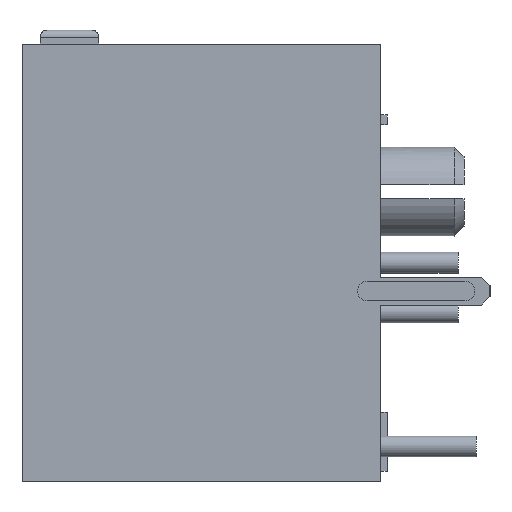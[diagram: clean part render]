
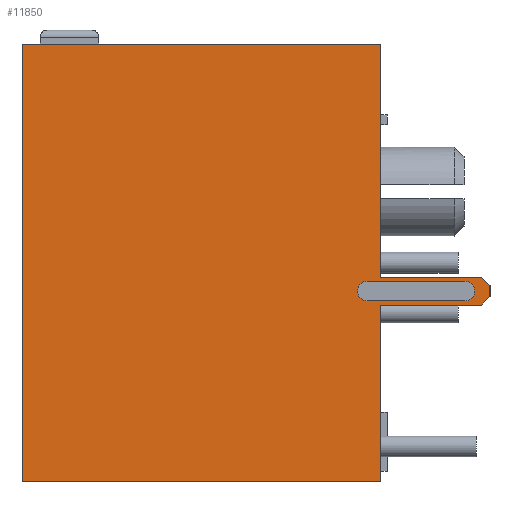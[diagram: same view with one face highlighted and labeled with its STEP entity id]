
A CAD part, left-side view. The second image highlights one B-rep face of the part: STEP entity #11850.
In plain terms, the highlighted planar face has unit normal (-1, 0, 0).
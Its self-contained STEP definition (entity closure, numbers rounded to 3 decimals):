
#47 = VERTEX_POINT ( 'NONE', #9193 ) ;
#69 = VERTEX_POINT ( 'NONE', #13859 ) ;
#86 = ORIENTED_EDGE ( 'NONE', *, *, #11723, .F. ) ;
#340 = CARTESIAN_POINT ( 'NONE',  ( -8.2, 13.1, -15.7 ) ) ;
#348 = EDGE_CURVE ( 'NONE', #8229, #1839, #1550, .T. ) ;
#672 = VECTOR ( 'NONE', #7461, 1000. ) ;
#729 = EDGE_CURVE ( 'NONE', #14189, #10145, #13198, .T. ) ;
#913 = ORIENTED_EDGE ( 'NONE', *, *, #13963, .T. ) ;
#918 = LINE ( 'NONE', #4404, #4691 ) ;
#936 = LINE ( 'NONE', #3218, #9277 ) ;
#949 = LINE ( 'NONE', #6342, #10627 ) ;
#989 = EDGE_CURVE ( 'NONE', #3180, #5319, #11030, .T. ) ;
#1000 = EDGE_CURVE ( 'NONE', #8229, #5325, #2208, .T. ) ;
#1084 = DIRECTION ( 'NONE',  ( 0., 0., -1. ) ) ;
#1124 = CARTESIAN_POINT ( 'NONE',  ( -8.2, -3.68, -9.06 ) ) ;
#1257 = CARTESIAN_POINT ( 'NONE',  ( -8.2, -2.78, -9.21 ) ) ;
#1319 = DIRECTION ( 'NONE',  ( 0., 1., 0. ) ) ;
#1550 = LINE ( 'NONE', #1698, #13117 ) ;
#1612 = VECTOR ( 'NONE', #3334, 1000. ) ;
#1670 = CARTESIAN_POINT ( 'NONE',  ( -8.2, 13.1, -15.7 ) ) ;
#1698 = CARTESIAN_POINT ( 'NONE',  ( -8.2, 1.19, -3.79 ) ) ;
#1812 = LINE ( 'NONE', #6304, #13765 ) ;
#1839 = VERTEX_POINT ( 'NONE', #13778 ) ;
#1843 = CARTESIAN_POINT ( 'NONE',  ( -8.2, 0.72, -8.51 ) ) ;
#1956 = DIRECTION ( 'NONE',  ( 0., 1., 0. ) ) ;
#2208 = LINE ( 'NONE', #11970, #5069 ) ;
#2344 = CARTESIAN_POINT ( 'NONE',  ( -8.2, 0.25, 0. ) ) ;
#2565 = FACE_BOUND ( 'NONE', #5499, .T. ) ;
#2607 = VECTOR ( 'NONE', #4097, 1000. ) ;
#2635 = PLANE ( 'NONE',  #10315 ) ;
#2976 = CARTESIAN_POINT ( 'NONE',  ( -8.2, 0.25, -8.36 ) ) ;
#3001 = EDGE_CURVE ( 'NONE', #5297, #5325, #949, .T. ) ;
#3024 = DIRECTION ( 'NONE',  ( 0., -0.707, 0.707 ) ) ;
#3146 = CARTESIAN_POINT ( 'NONE',  ( -8.2, 13.1, -15.7 ) ) ;
#3180 = VERTEX_POINT ( 'NONE', #340 ) ;
#3218 = CARTESIAN_POINT ( 'NONE',  ( -8.2, 0.25, 0. ) ) ;
#3334 = DIRECTION ( 'NONE',  ( 0., -1., 0. ) ) ;
#3463 = LINE ( 'NONE', #4654, #8705 ) ;
#3613 = CARTESIAN_POINT ( 'NONE',  ( -8.2, -3.38, -9.36 ) ) ;
#3730 = ORIENTED_EDGE ( 'NONE', *, *, #6223, .F. ) ;
#3946 = ORIENTED_EDGE ( 'NONE', *, *, #3001, .T. ) ;
#4097 = DIRECTION ( 'NONE',  ( 0., -1., 0. ) ) ;
#4161 = LINE ( 'NONE', #3146, #11854 ) ;
#4239 = VERTEX_POINT ( 'NONE', #1843 ) ;
#4404 = CARTESIAN_POINT ( 'NONE',  ( -8.2, 0.72, -8.51 ) ) ;
#4598 = ORIENTED_EDGE ( 'NONE', *, *, #348, .T. ) ;
#4612 = ORIENTED_EDGE ( 'NONE', *, *, #7215, .F. ) ;
#4654 = CARTESIAN_POINT ( 'NONE',  ( -8.2, -3.68, -9.36 ) ) ;
#4669 = CARTESIAN_POINT ( 'NONE',  ( -8.2, -2.78, -8.86 ) ) ;
#4691 = VECTOR ( 'NONE', #13352, 1000. ) ;
#4802 = AXIS2_PLACEMENT_3D ( 'NONE', #4971, #12539, #6063 ) ;
#4869 = DIRECTION ( 'NONE',  ( 0., 0.707, 0.707 ) ) ;
#4971 = CARTESIAN_POINT ( 'NONE',  ( -8.2, 0.72, -8.86 ) ) ;
#5069 = VECTOR ( 'NONE', #1084, 1000. ) ;
#5159 = EDGE_CURVE ( 'NONE', #4239, #5485, #7364, .T. ) ;
#5278 = CIRCLE ( 'NONE', #13348, 0.35 ) ;
#5297 = VERTEX_POINT ( 'NONE', #3613 ) ;
#5319 = VERTEX_POINT ( 'NONE', #10993 ) ;
#5325 = VERTEX_POINT ( 'NONE', #1124 ) ;
#5485 = VERTEX_POINT ( 'NONE', #6383 ) ;
#5495 = DIRECTION ( 'NONE',  ( 0., 0., 1. ) ) ;
#5499 = EDGE_LOOP ( 'NONE', ( #4612, #86, #6229, #9004, #3730 ) ) ;
#5730 = AXIS2_PLACEMENT_3D ( 'NONE', #13542, #9169, #10416 ) ;
#5811 = ORIENTED_EDGE ( 'NONE', *, *, #729, .F. ) ;
#6063 = DIRECTION ( 'NONE',  ( 0., -1., 0. ) ) ;
#6169 = VERTEX_POINT ( 'NONE', #2976 ) ;
#6223 = EDGE_CURVE ( 'NONE', #8826, #47, #5278, .T. ) ;
#6229 = ORIENTED_EDGE ( 'NONE', *, *, #5159, .F. ) ;
#6304 = CARTESIAN_POINT ( 'NONE',  ( -8.2, -3.68, -8.36 ) ) ;
#6342 = CARTESIAN_POINT ( 'NONE',  ( -8.2, 8.03, -20.77 ) ) ;
#6383 = CARTESIAN_POINT ( 'NONE',  ( -8.2, 1.07, -8.86 ) ) ;
#6951 = CARTESIAN_POINT ( 'NONE',  ( -8.2, 0.25, 0. ) ) ;
#7215 = EDGE_CURVE ( 'NONE', #13816, #8826, #12790, .T. ) ;
#7281 = ORIENTED_EDGE ( 'NONE', *, *, #9993, .F. ) ;
#7309 = ORIENTED_EDGE ( 'NONE', *, *, #989, .T. ) ;
#7364 = CIRCLE ( 'NONE', #4802, 0.35 ) ;
#7461 = DIRECTION ( 'NONE',  ( 0., -1., 0. ) ) ;
#7536 = EDGE_CURVE ( 'NONE', #47, #4239, #918, .T. ) ;
#7594 = DIRECTION ( 'NONE',  ( 0., 0., 1. ) ) ;
#7699 = DIRECTION ( 'NONE',  ( 0., -1., 0. ) ) ;
#8229 = VERTEX_POINT ( 'NONE', #9078 ) ;
#8705 = VECTOR ( 'NONE', #1319, 1000. ) ;
#8826 = VERTEX_POINT ( 'NONE', #1257 ) ;
#8881 = DIRECTION ( 'NONE',  ( -1., 0., 0. ) ) ;
#9004 = ORIENTED_EDGE ( 'NONE', *, *, #7536, .F. ) ;
#9078 = CARTESIAN_POINT ( 'NONE',  ( -8.2, -3.68, -8.66 ) ) ;
#9169 = DIRECTION ( 'NONE',  ( -1., 0., 0. ) ) ;
#9193 = CARTESIAN_POINT ( 'NONE',  ( -8.2, -2.78, -8.51 ) ) ;
#9277 = VECTOR ( 'NONE', #5495, 1000. ) ;
#9993 = EDGE_CURVE ( 'NONE', #3180, #14189, #4161, .T. ) ;
#10027 = CARTESIAN_POINT ( 'NONE',  ( -8.2, 13.1, 0. ) ) ;
#10145 = VERTEX_POINT ( 'NONE', #6951 ) ;
#10167 = EDGE_CURVE ( 'NONE', #1839, #6169, #1812, .T. ) ;
#10315 = AXIS2_PLACEMENT_3D ( 'NONE', #1670, #12635, #11227 ) ;
#10396 = FACE_OUTER_BOUND ( 'NONE', #11241, .T. ) ;
#10416 = DIRECTION ( 'NONE',  ( 0., -1., 0. ) ) ;
#10627 = VECTOR ( 'NONE', #3024, 1000. ) ;
#10736 = CARTESIAN_POINT ( 'NONE',  ( -8.2, 0.72, -9.21 ) ) ;
#10993 = CARTESIAN_POINT ( 'NONE',  ( -8.2, 0.25, -15.7 ) ) ;
#11030 = LINE ( 'NONE', #13009, #672 ) ;
#11227 = DIRECTION ( 'NONE',  ( 0., -1., 0. ) ) ;
#11239 = CARTESIAN_POINT ( 'NONE',  ( -8.2, 0.72, -9.21 ) ) ;
#11241 = EDGE_LOOP ( 'NONE', ( #7309, #11681, #11727, #3946, #11938, #4598, #11437, #913, #5811, #7281 ) ) ;
#11437 = ORIENTED_EDGE ( 'NONE', *, *, #10167, .T. ) ;
#11681 = ORIENTED_EDGE ( 'NONE', *, *, #13504, .T. ) ;
#11723 = EDGE_CURVE ( 'NONE', #5485, #13816, #12860, .T. ) ;
#11727 = ORIENTED_EDGE ( 'NONE', *, *, #12203, .F. ) ;
#11850 = ADVANCED_FACE ( 'NONE', ( #10396, #2565 ), #2635, .T. ) ;
#11854 = VECTOR ( 'NONE', #14231, 1000. ) ;
#11938 = ORIENTED_EDGE ( 'NONE', *, *, #1000, .F. ) ;
#11970 = CARTESIAN_POINT ( 'NONE',  ( -8.2, -3.68, -8.36 ) ) ;
#12004 = CARTESIAN_POINT ( 'NONE',  ( -8.2, 13.1, 0. ) ) ;
#12203 = EDGE_CURVE ( 'NONE', #5297, #69, #3463, .T. ) ;
#12539 = DIRECTION ( 'NONE',  ( -1., 0., 0. ) ) ;
#12635 = DIRECTION ( 'NONE',  ( -1., 0., 0. ) ) ;
#12790 = LINE ( 'NONE', #10736, #2607 ) ;
#12860 = CIRCLE ( 'NONE', #5730, 0.35 ) ;
#13009 = CARTESIAN_POINT ( 'NONE',  ( -8.2, 13.1, -15.7 ) ) ;
#13117 = VECTOR ( 'NONE', #4869, 1000. ) ;
#13198 = LINE ( 'NONE', #12004, #1612 ) ;
#13298 = LINE ( 'NONE', #2344, #13926 ) ;
#13348 = AXIS2_PLACEMENT_3D ( 'NONE', #4669, #8881, #7699 ) ;
#13352 = DIRECTION ( 'NONE',  ( 0., 1., 0. ) ) ;
#13504 = EDGE_CURVE ( 'NONE', #5319, #69, #13298, .T. ) ;
#13542 = CARTESIAN_POINT ( 'NONE',  ( -8.2, 0.72, -8.86 ) ) ;
#13765 = VECTOR ( 'NONE', #1956, 1000. ) ;
#13778 = CARTESIAN_POINT ( 'NONE',  ( -8.2, -3.38, -8.36 ) ) ;
#13816 = VERTEX_POINT ( 'NONE', #11239 ) ;
#13859 = CARTESIAN_POINT ( 'NONE',  ( -8.2, 0.25, -9.36 ) ) ;
#13926 = VECTOR ( 'NONE', #7594, 1000. ) ;
#13963 = EDGE_CURVE ( 'NONE', #6169, #10145, #936, .T. ) ;
#14189 = VERTEX_POINT ( 'NONE', #10027 ) ;
#14231 = DIRECTION ( 'NONE',  ( 0., 0., 1. ) ) ;
